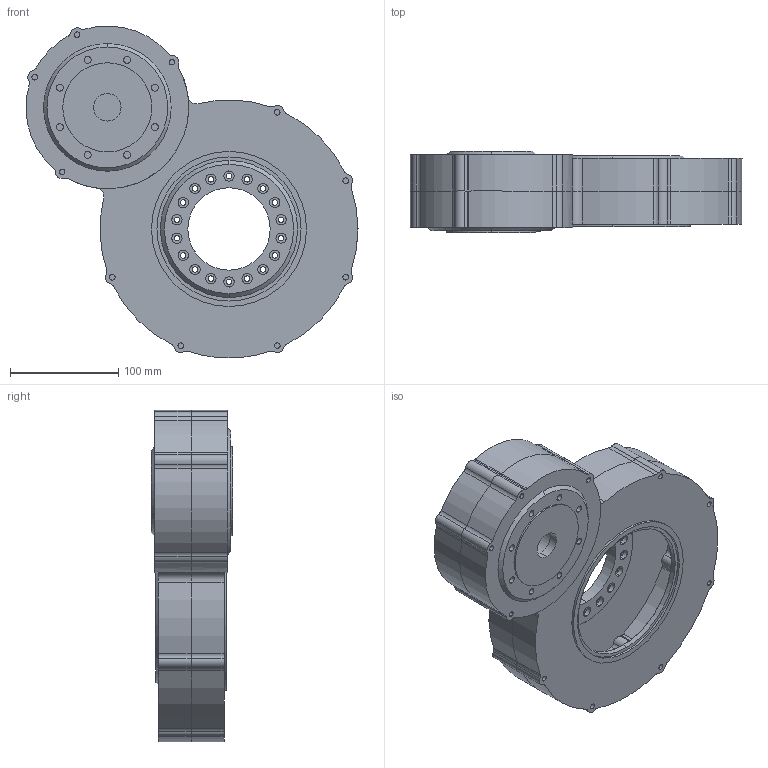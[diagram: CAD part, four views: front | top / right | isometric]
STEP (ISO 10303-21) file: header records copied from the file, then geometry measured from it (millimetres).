
FILE_DESCRIPTION (( 'STEP AP203' ), '1' );
FILE_NAME ('GBHousing_Primary.STEP', '2023-07-27T05:57:26', ( '' ), ( '' ), 'SwSTEP 2.0', 'SolidWorks 2021', '' );
FILE_SCHEMA (( 'CONFIG_CONTROL_DESIGN' ));
Length unit declared in the file: centimetre
Products named in the file (6): GBHousing_Primary; Part 2-5; Part 3-5; Gearbox _1_; Part 8-4; Rear Axle Assembly _1_
Assembly tree (5 placements, depth 4):
  GBHousing_Primary
    Rear Axle Assembly _1_
      Gearbox _1_
        Part 8-4
        Part 3-5
        Part 2-5
Bounding box: 307.25 x 75.25 x 307.2 mm (x, y, z)
Volume: 1021342.1 mm3; surface area: 358633.1 mm2
Topology: 3 solids, 3 shells, 414 faces, 1096 edges, 730 vertices
Faces by surface type: cylinder 354, plane 50, cone 10
Entity records: 14074 total; most frequent: DIRECTION 2674, CARTESIAN_POINT 2250, ORIENTED_EDGE 2192, AXIS2_PLACEMENT_3D 1154, EDGE_CURVE 1096, VERTEX_POINT 730, CIRCLE 730, EDGE_LOOP 536
